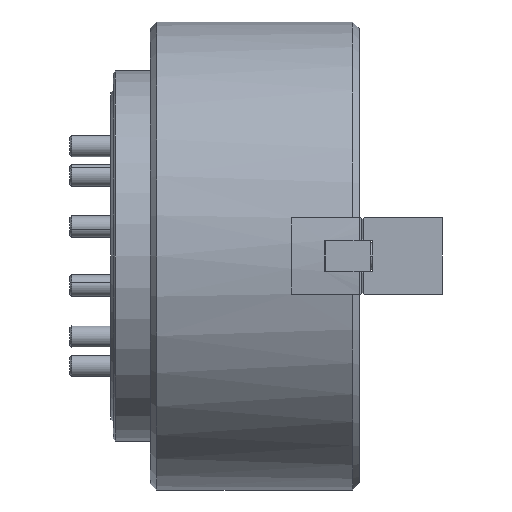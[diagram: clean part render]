
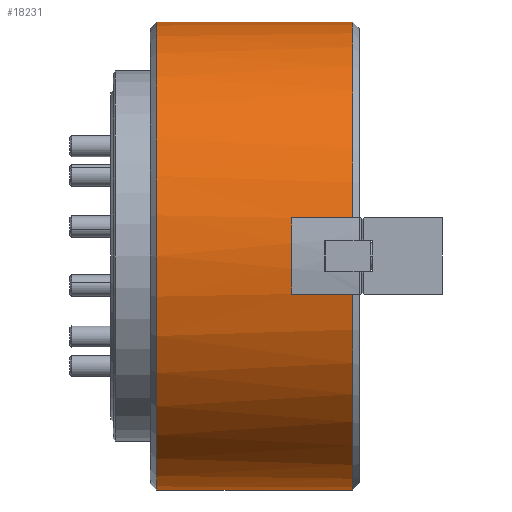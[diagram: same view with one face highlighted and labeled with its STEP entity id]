
A CAD part, front view. The second image highlights one B-rep face of the part: STEP entity #18231.
In plain terms, the highlighted cylindrical face has radius 107.5 mm (diameter 215 mm), a partial arc.
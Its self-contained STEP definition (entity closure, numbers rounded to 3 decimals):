
#535 = DIRECTION ( 'NONE',  ( -1., 0., 0. ) ) ;
#921 = VERTEX_POINT ( 'NONE', #20414 ) ;
#974 = VECTOR ( 'NONE', #36771, 1000. ) ;
#1239 = EDGE_CURVE ( 'NONE', #35906, #34819, #21824, .T. ) ;
#1302 = EDGE_CURVE ( 'NONE', #24872, #23402, #3815, .T. ) ;
#1603 = DIRECTION ( 'NONE',  ( 1., 0., 0. ) ) ;
#2150 = DIRECTION ( 'NONE',  ( -1., 0., 0. ) ) ;
#2735 = CARTESIAN_POINT ( 'NONE',  ( -31., 0., 0. ) ) ;
#2966 = ORIENTED_EDGE ( 'NONE', *, *, #24137, .T. ) ;
#3815 = CIRCLE ( 'NONE', #10060, 107.5 ) ;
#4658 = DIRECTION ( 'NONE',  ( 1., 0., 0. ) ) ;
#5532 = AXIS2_PLACEMENT_3D ( 'NONE', #19726, #535, #22955 ) ;
#5577 = AXIS2_PLACEMENT_3D ( 'NONE', #38175, #19027, #41396 ) ;
#5733 = AXIS2_PLACEMENT_3D ( 'NONE', #10139, #32504, #12668 ) ;
#6680 = CIRCLE ( 'NONE', #5532, 107.5 ) ;
#7007 = EDGE_CURVE ( 'NONE', #23402, #921, #29259, .T. ) ;
#7107 = CARTESIAN_POINT ( 'NONE',  ( -3., -106.066, -17.5 ) ) ;
#8484 = VERTEX_POINT ( 'NONE', #7107 ) ;
#9530 = LINE ( 'NONE', #13440, #974 ) ;
#10060 = AXIS2_PLACEMENT_3D ( 'NONE', #2735, #28322, #12476 ) ;
#10139 = CARTESIAN_POINT ( 'NONE',  ( -93., 0., 0. ) ) ;
#11807 = FACE_OUTER_BOUND ( 'NONE', #17027, .T. ) ;
#11965 = CARTESIAN_POINT ( 'NONE',  ( -31., -106.066, 17.5 ) ) ;
#12271 = VECTOR ( 'NONE', #1603, 1000. ) ;
#12476 = DIRECTION ( 'NONE',  ( 0., 0., -1. ) ) ;
#12661 = LINE ( 'NONE', #30941, #29637 ) ;
#12668 = DIRECTION ( 'NONE',  ( 0., 0., 1. ) ) ;
#13079 = CARTESIAN_POINT ( 'NONE',  ( 0., -106.066, 17.5 ) ) ;
#13423 = EDGE_CURVE ( 'NONE', #35906, #36227, #9530, .T. ) ;
#13440 = CARTESIAN_POINT ( 'NONE',  ( 0., 0., 107.5 ) ) ;
#13822 = CARTESIAN_POINT ( 'NONE',  ( -93., 0., 107.5 ) ) ;
#17027 = EDGE_LOOP ( 'NONE', ( #26586, #41005, #38297, #2966, #19191, #25012, #38849, #38310 ) ) ;
#17388 = CARTESIAN_POINT ( 'NONE',  ( 0., 0., 0. ) ) ;
#18231 = ADVANCED_FACE ( 'NONE', ( #11807 ), #28825, .T. ) ;
#19027 = DIRECTION ( 'NONE',  ( -1., 0., 0. ) ) ;
#19191 = ORIENTED_EDGE ( 'NONE', *, *, #30362, .T. ) ;
#19726 = CARTESIAN_POINT ( 'NONE',  ( -3., 0., 0. ) ) ;
#20414 = CARTESIAN_POINT ( 'NONE',  ( -3., -106.066, 17.5 ) ) ;
#21109 = LINE ( 'NONE', #30234, #28604 ) ;
#21824 = CIRCLE ( 'NONE', #5733, 107.5 ) ;
#22955 = DIRECTION ( 'NONE',  ( 0., 0., -1. ) ) ;
#23135 = VERTEX_POINT ( 'NONE', #23615 ) ;
#23402 = VERTEX_POINT ( 'NONE', #11965 ) ;
#23615 = CARTESIAN_POINT ( 'NONE',  ( -3., 0., -107.5 ) ) ;
#24137 = EDGE_CURVE ( 'NONE', #23135, #8484, #40853, .T. ) ;
#24201 = CARTESIAN_POINT ( 'NONE',  ( -3., 0., 107.5 ) ) ;
#24872 = VERTEX_POINT ( 'NONE', #36112 ) ;
#25012 = ORIENTED_EDGE ( 'NONE', *, *, #1302, .T. ) ;
#26586 = ORIENTED_EDGE ( 'NONE', *, *, #13423, .F. ) ;
#28322 = DIRECTION ( 'NONE',  ( -1., 0., 0. ) ) ;
#28604 = VECTOR ( 'NONE', #4658, 1000. ) ;
#28825 = CYLINDRICAL_SURFACE ( 'NONE', #29751, 107.5 ) ;
#28899 = EDGE_CURVE ( 'NONE', #921, #36227, #6680, .T. ) ;
#29259 = LINE ( 'NONE', #13079, #12271 ) ;
#29637 = VECTOR ( 'NONE', #2150, 1000. ) ;
#29751 = AXIS2_PLACEMENT_3D ( 'NONE', #17388, #33465, #36659 ) ;
#30234 = CARTESIAN_POINT ( 'NONE',  ( 0., 0., -107.5 ) ) ;
#30362 = EDGE_CURVE ( 'NONE', #8484, #24872, #12661, .T. ) ;
#30941 = CARTESIAN_POINT ( 'NONE',  ( 0., -106.066, -17.5 ) ) ;
#32504 = DIRECTION ( 'NONE',  ( 1., 0., 0. ) ) ;
#33465 = DIRECTION ( 'NONE',  ( 1., 0., 0. ) ) ;
#34819 = VERTEX_POINT ( 'NONE', #39062 ) ;
#34929 = EDGE_CURVE ( 'NONE', #34819, #23135, #21109, .T. ) ;
#35906 = VERTEX_POINT ( 'NONE', #13822 ) ;
#36112 = CARTESIAN_POINT ( 'NONE',  ( -31., -106.066, -17.5 ) ) ;
#36227 = VERTEX_POINT ( 'NONE', #24201 ) ;
#36659 = DIRECTION ( 'NONE',  ( 0., 0., -1. ) ) ;
#36771 = DIRECTION ( 'NONE',  ( 1., 0., 0. ) ) ;
#38175 = CARTESIAN_POINT ( 'NONE',  ( -3., 0., 0. ) ) ;
#38297 = ORIENTED_EDGE ( 'NONE', *, *, #34929, .T. ) ;
#38310 = ORIENTED_EDGE ( 'NONE', *, *, #28899, .T. ) ;
#38849 = ORIENTED_EDGE ( 'NONE', *, *, #7007, .T. ) ;
#39062 = CARTESIAN_POINT ( 'NONE',  ( -93., 0., -107.5 ) ) ;
#40853 = CIRCLE ( 'NONE', #5577, 107.5 ) ;
#41005 = ORIENTED_EDGE ( 'NONE', *, *, #1239, .T. ) ;
#41396 = DIRECTION ( 'NONE',  ( 0., 0., -1. ) ) ;
